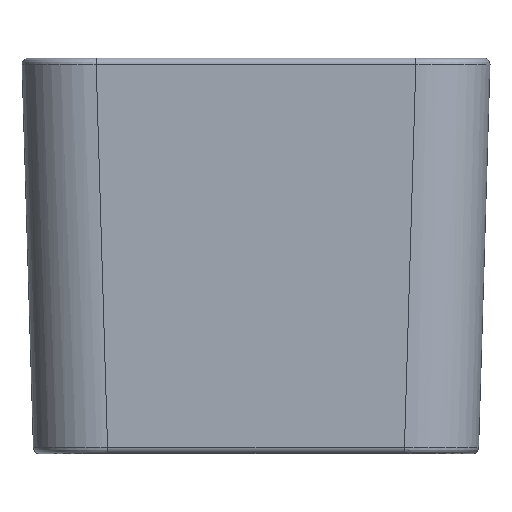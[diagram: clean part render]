
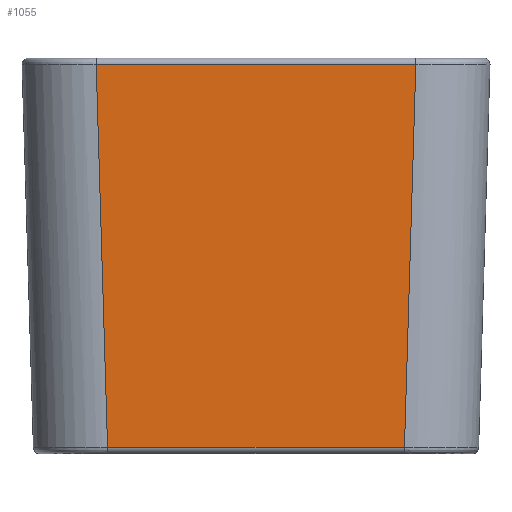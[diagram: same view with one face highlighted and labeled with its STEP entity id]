
A CAD part, top view. The second image highlights one B-rep face of the part: STEP entity #1055.
In plain terms, the highlighted planar face has unit normal (0, 0, 1).
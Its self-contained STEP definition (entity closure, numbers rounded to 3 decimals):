
#53 = LINE ( 'NONE', #1804, #1083 ) ;
#66 = CARTESIAN_POINT ( 'NONE',  ( -120.122, -155., 160. ) ) ;
#78 = AXIS2_PLACEMENT_3D ( 'NONE', #1936, #1254, #1565 ) ;
#201 = CARTESIAN_POINT ( 'NONE',  ( 120.122, -155., 160. ) ) ;
#245 = VERTEX_POINT ( 'NONE', #553 ) ;
#267 = VECTOR ( 'NONE', #2239, 1000. ) ;
#533 = VECTOR ( 'NONE', #1385, 1000. ) ;
#553 = CARTESIAN_POINT ( 'NONE',  ( 129.325, 155., 160. ) ) ;
#699 = LINE ( 'NONE', #1753, #1849 ) ;
#727 = EDGE_CURVE ( 'NONE', #245, #1985, #699, .T. ) ;
#728 = PLANE ( 'NONE',  #78 ) ;
#796 = VERTEX_POINT ( 'NONE', #201 ) ;
#853 = EDGE_LOOP ( 'NONE', ( #2128, #2016, #972, #1949 ) ) ;
#955 = DIRECTION ( 'NONE',  ( 1., 0., 0. ) ) ;
#972 = ORIENTED_EDGE ( 'NONE', *, *, #1028, .T. ) ;
#1028 = EDGE_CURVE ( 'NONE', #1985, #1479, #1870, .T. ) ;
#1055 = ADVANCED_FACE ( 'NONE', ( #2272 ), #728, .T. ) ;
#1083 = VECTOR ( 'NONE', #955, 1000. ) ;
#1174 = LINE ( 'NONE', #1876, #533 ) ;
#1254 = DIRECTION ( 'NONE',  ( 0., 0., 1. ) ) ;
#1262 = EDGE_CURVE ( 'NONE', #1479, #796, #53, .T. ) ;
#1380 = CARTESIAN_POINT ( 'NONE',  ( -129.325, 155., 160. ) ) ;
#1385 = DIRECTION ( 'NONE',  ( 0.03, 1., 0. ) ) ;
#1423 = DIRECTION ( 'NONE',  ( -1., 0., 0. ) ) ;
#1479 = VERTEX_POINT ( 'NONE', #66 ) ;
#1565 = DIRECTION ( 'NONE',  ( 1., 0., 0. ) ) ;
#1614 = EDGE_CURVE ( 'NONE', #796, #245, #1174, .T. ) ;
#1753 = CARTESIAN_POINT ( 'NONE',  ( 0., 155., 160. ) ) ;
#1804 = CARTESIAN_POINT ( 'NONE',  ( 119.974, -155., 160. ) ) ;
#1849 = VECTOR ( 'NONE', #1423, 1000. ) ;
#1860 = CARTESIAN_POINT ( 'NONE',  ( -124.614, -3.699, 160. ) ) ;
#1870 = LINE ( 'NONE', #1860, #267 ) ;
#1876 = CARTESIAN_POINT ( 'NONE',  ( 124.614, -3.699, 160. ) ) ;
#1936 = CARTESIAN_POINT ( 'NONE',  ( 0., 0., 160. ) ) ;
#1949 = ORIENTED_EDGE ( 'NONE', *, *, #1262, .T. ) ;
#1985 = VERTEX_POINT ( 'NONE', #1380 ) ;
#2016 = ORIENTED_EDGE ( 'NONE', *, *, #727, .T. ) ;
#2128 = ORIENTED_EDGE ( 'NONE', *, *, #1614, .T. ) ;
#2239 = DIRECTION ( 'NONE',  ( 0.03, -1., 0. ) ) ;
#2272 = FACE_OUTER_BOUND ( 'NONE', #853, .T. ) ;
